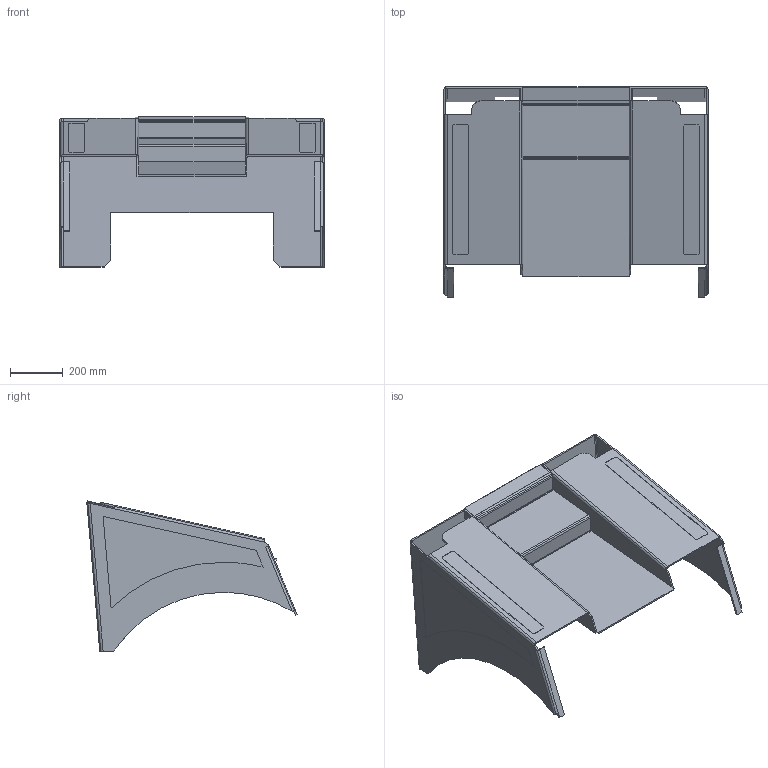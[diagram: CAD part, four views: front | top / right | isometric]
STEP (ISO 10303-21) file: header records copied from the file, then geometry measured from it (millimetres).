
FILE_DESCRIPTION (( 'STEP AP203' ), '1' );
FILE_NAME ('Cab_Secondary.STEP', '2023-07-27T05:57:00', ( '' ), ( '' ), 'SwSTEP 2.0', 'SolidWorks 2021', '' );
FILE_SCHEMA (( 'CONFIG_CONTROL_DESIGN' ));
Length unit declared in the file: centimetre
Products named in the file (3): Cab _1_; Cab_Secondary; Part 5
Assembly tree (2 placements, depth 3):
  Cab_Secondary
    Cab _1_
      Part 5
Bounding box: 1007.48 x 801.67 x 572.14 mm (x, y, z)
Volume: 10672753.8 mm3; surface area: 3536954.1 mm2
Topology: 1 solids, 1 shells, 178 faces, 471 edges, 291 vertices
Faces by surface type: plane 115, cylinder 59, bspline 4
Entity records: 6743 total; most frequent: CARTESIAN_POINT 2051, ORIENTED_EDGE 942, DIRECTION 899, EDGE_CURVE 471, VECTOR 331, LINE 331, VERTEX_POINT 291, AXIS2_PLACEMENT_3D 284
